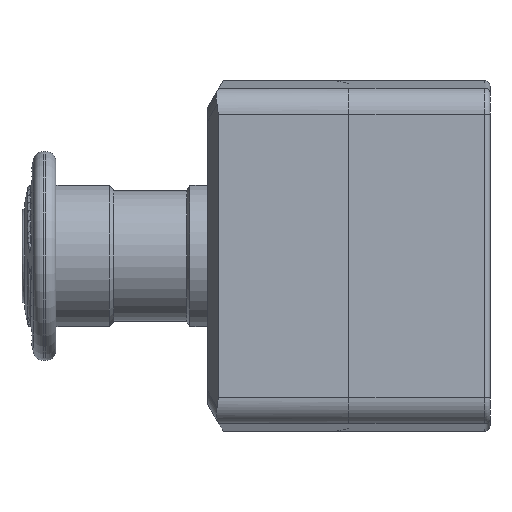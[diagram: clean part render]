
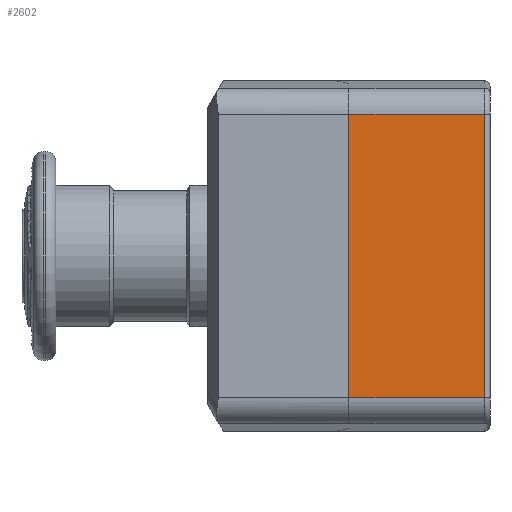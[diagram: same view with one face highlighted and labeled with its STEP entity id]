
A CAD part, left-side view. The second image highlights one B-rep face of the part: STEP entity #2602.
In plain terms, the highlighted planar face has unit normal (-1, 0, 0).
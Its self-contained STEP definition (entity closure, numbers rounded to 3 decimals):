
#44 = VERTEX_POINT ( 'NONE', #3377 ) ;
#221 = EDGE_CURVE ( 'NONE', #1523, #4389, #4925, .T. ) ;
#445 = CARTESIAN_POINT ( 'NONE',  ( -33.5, 0., -27.122 ) ) ;
#679 = DIRECTION ( 'NONE',  ( 0., 1., 0. ) ) ;
#696 = CARTESIAN_POINT ( 'NONE',  ( -33.5, 1., -33.5 ) ) ;
#786 = EDGE_CURVE ( 'NONE', #3282, #44, #4712, .T. ) ;
#837 = CARTESIAN_POINT ( 'NONE',  ( -33.5, 1., 27.122 ) ) ;
#1156 = DIRECTION ( 'NONE',  ( 0., 0., -1. ) ) ;
#1523 = VERTEX_POINT ( 'NONE', #1877 ) ;
#1543 = PLANE ( 'NONE',  #1751 ) ;
#1610 = LINE ( 'NONE', #696, #2382 ) ;
#1733 = VECTOR ( 'NONE', #679, 1000. ) ;
#1751 = AXIS2_PLACEMENT_3D ( 'NONE', #3832, #5622, #1156 ) ;
#1877 = CARTESIAN_POINT ( 'NONE',  ( -33.5, 27., -27.122 ) ) ;
#1970 = ORIENTED_EDGE ( 'NONE', *, *, #4881, .T. ) ;
#2060 = ORIENTED_EDGE ( 'NONE', *, *, #786, .T. ) ;
#2382 = VECTOR ( 'NONE', #3358, 1000. ) ;
#2602 = ADVANCED_FACE ( 'NONE', ( #4233 ), #1543, .F. ) ;
#2986 = DIRECTION ( 'NONE',  ( 0., 0., -1. ) ) ;
#3282 = VERTEX_POINT ( 'NONE', #837 ) ;
#3353 = LINE ( 'NONE', #3434, #4746 ) ;
#3358 = DIRECTION ( 'NONE',  ( 0., 0., 1. ) ) ;
#3377 = CARTESIAN_POINT ( 'NONE',  ( -33.5, 27., 27.122 ) ) ;
#3426 = EDGE_LOOP ( 'NONE', ( #5632, #4255, #2060, #1970 ) ) ;
#3434 = CARTESIAN_POINT ( 'NONE',  ( -33.5, 27., 33.5 ) ) ;
#3476 = VECTOR ( 'NONE', #3563, 1000. ) ;
#3563 = DIRECTION ( 'NONE',  ( 0., -1., 0. ) ) ;
#3832 = CARTESIAN_POINT ( 'NONE',  ( -33.5, 54., -33.5 ) ) ;
#4233 = FACE_OUTER_BOUND ( 'NONE', #3426, .T. ) ;
#4255 = ORIENTED_EDGE ( 'NONE', *, *, #4502, .T. ) ;
#4268 = CARTESIAN_POINT ( 'NONE',  ( -33.5, 27., 27.122 ) ) ;
#4389 = VERTEX_POINT ( 'NONE', #4582 ) ;
#4502 = EDGE_CURVE ( 'NONE', #4389, #3282, #1610, .T. ) ;
#4582 = CARTESIAN_POINT ( 'NONE',  ( -33.5, 1., -27.122 ) ) ;
#4712 = LINE ( 'NONE', #4268, #1733 ) ;
#4746 = VECTOR ( 'NONE', #2986, 1000. ) ;
#4881 = EDGE_CURVE ( 'NONE', #44, #1523, #3353, .T. ) ;
#4925 = LINE ( 'NONE', #445, #3476 ) ;
#5622 = DIRECTION ( 'NONE',  ( 1., 0., 0. ) ) ;
#5632 = ORIENTED_EDGE ( 'NONE', *, *, #221, .T. ) ;
